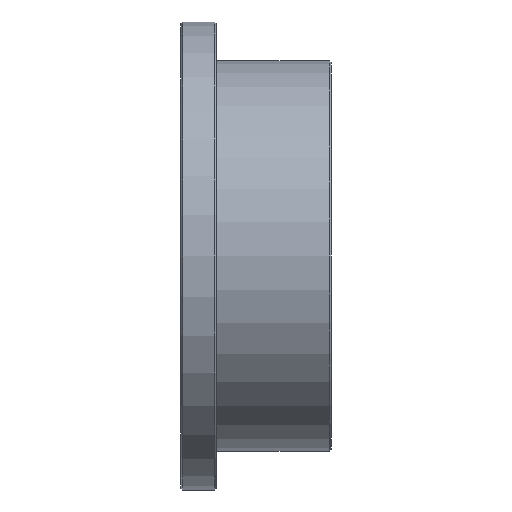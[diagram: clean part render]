
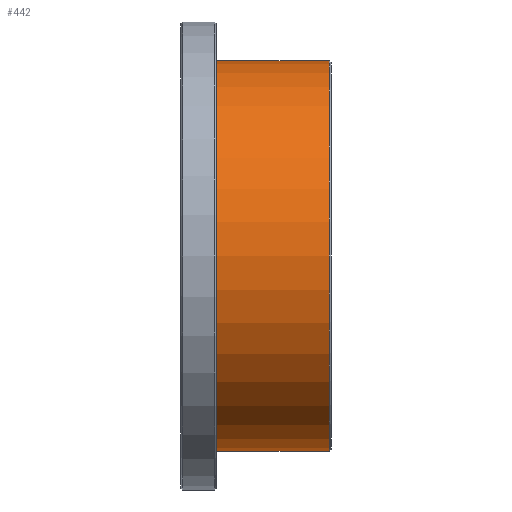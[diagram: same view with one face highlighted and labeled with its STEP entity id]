
A CAD part, front view. The second image highlights one B-rep face of the part: STEP entity #442.
In plain terms, the highlighted cylindrical face has radius 121 mm (diameter 242 mm), a partial arc.
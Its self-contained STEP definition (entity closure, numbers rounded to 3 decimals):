
#6 = FACE_OUTER_BOUND ( 'NONE', #905, .T. ) ;
#53 = VECTOR ( 'NONE', #406, 1000. ) ;
#141 = AXIS2_PLACEMENT_3D ( 'NONE', #712, #1861, #1544 ) ;
#206 = ORIENTED_EDGE ( 'NONE', *, *, #740, .T. ) ;
#317 = VECTOR ( 'NONE', #1063, 1000. ) ;
#395 = CARTESIAN_POINT ( 'NONE',  ( 22., 0., 0. ) ) ;
#396 = VERTEX_POINT ( 'NONE', #1035 ) ;
#406 = DIRECTION ( 'NONE',  ( -1., 0., 0. ) ) ;
#442 = ADVANCED_FACE ( 'NONE', ( #6 ), #755, .T. ) ;
#628 = DIRECTION ( 'NONE',  ( -1., 0., 0. ) ) ;
#647 = CARTESIAN_POINT ( 'NONE',  ( 0., 0., 0. ) ) ;
#653 = CIRCLE ( 'NONE', #141, 121. ) ;
#670 = ORIENTED_EDGE ( 'NONE', *, *, #1597, .T. ) ;
#680 = DIRECTION ( 'NONE',  ( 0., 0., 1. ) ) ;
#712 = CARTESIAN_POINT ( 'NONE',  ( 92., 0., 0. ) ) ;
#740 = EDGE_CURVE ( 'NONE', #396, #993, #1702, .T. ) ;
#746 = AXIS2_PLACEMENT_3D ( 'NONE', #395, #818, #680 ) ;
#755 = CYLINDRICAL_SURFACE ( 'NONE', #1350, 121. ) ;
#796 = DIRECTION ( 'NONE',  ( 0., 0., 1. ) ) ;
#818 = DIRECTION ( 'NONE',  ( -1., 0., 0. ) ) ;
#880 = VERTEX_POINT ( 'NONE', #1736 ) ;
#905 = EDGE_LOOP ( 'NONE', ( #1387, #670, #206, #1489 ) ) ;
#986 = EDGE_CURVE ( 'NONE', #1239, #993, #1323, .T. ) ;
#993 = VERTEX_POINT ( 'NONE', #1251 ) ;
#999 = CARTESIAN_POINT ( 'NONE',  ( 0., 0., 121. ) ) ;
#1035 = CARTESIAN_POINT ( 'NONE',  ( 92., 0., 121. ) ) ;
#1063 = DIRECTION ( 'NONE',  ( -1., 0., 0. ) ) ;
#1079 = CARTESIAN_POINT ( 'NONE',  ( 22., 0., -121. ) ) ;
#1214 = LINE ( 'NONE', #1234, #317 ) ;
#1234 = CARTESIAN_POINT ( 'NONE',  ( 0., 0., -121. ) ) ;
#1239 = VERTEX_POINT ( 'NONE', #1079 ) ;
#1251 = CARTESIAN_POINT ( 'NONE',  ( 22., 0., 121. ) ) ;
#1323 = CIRCLE ( 'NONE', #746, 121. ) ;
#1350 = AXIS2_PLACEMENT_3D ( 'NONE', #647, #628, #796 ) ;
#1387 = ORIENTED_EDGE ( 'NONE', *, *, #1779, .F. ) ;
#1489 = ORIENTED_EDGE ( 'NONE', *, *, #986, .F. ) ;
#1544 = DIRECTION ( 'NONE',  ( 0., 0., 1. ) ) ;
#1597 = EDGE_CURVE ( 'NONE', #880, #396, #653, .T. ) ;
#1702 = LINE ( 'NONE', #999, #53 ) ;
#1736 = CARTESIAN_POINT ( 'NONE',  ( 92., 0., -121. ) ) ;
#1779 = EDGE_CURVE ( 'NONE', #880, #1239, #1214, .T. ) ;
#1861 = DIRECTION ( 'NONE',  ( -1., 0., 0. ) ) ;
